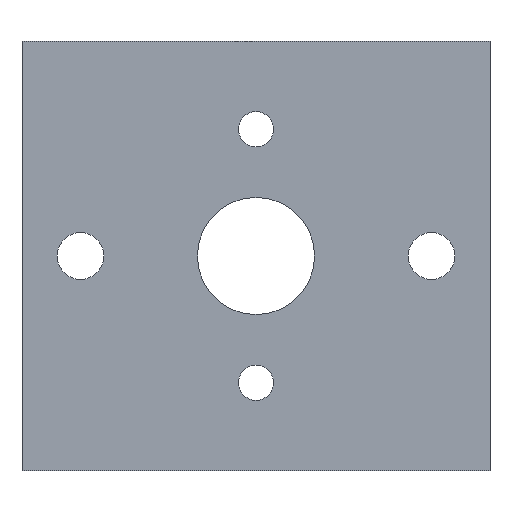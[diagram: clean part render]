
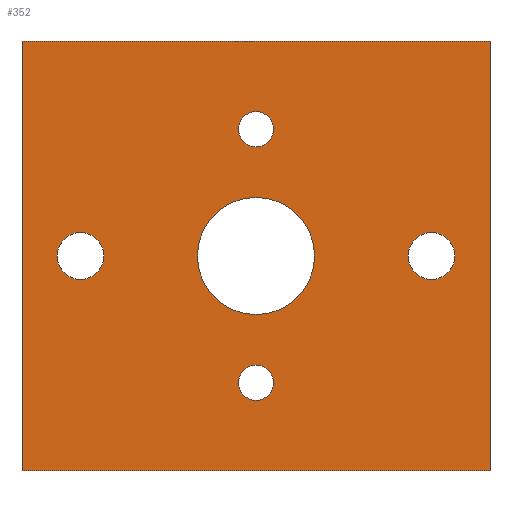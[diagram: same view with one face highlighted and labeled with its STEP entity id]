
A CAD part, front view. The second image highlights one B-rep face of the part: STEP entity #352.
In plain terms, the highlighted planar face has unit normal (0, -1, 0).
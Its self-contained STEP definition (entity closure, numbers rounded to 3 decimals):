
#3 = VERTEX_POINT ( 'NONE', #55 ) ;
#12 = EDGE_CURVE ( 'NONE', #357, #351, #510, .T. ) ;
#13 = AXIS2_PLACEMENT_3D ( 'NONE', #337, #130, #298 ) ;
#15 = ORIENTED_EDGE ( 'NONE', *, *, #146, .T. ) ;
#19 = CARTESIAN_POINT ( 'NONE',  ( 45., 0., 6. ) ) ;
#22 = AXIS2_PLACEMENT_3D ( 'NONE', #468, #196, #500 ) ;
#23 = FACE_BOUND ( 'NONE', #498, .T. ) ;
#25 = CARTESIAN_POINT ( 'NONE',  ( -60., 0., 55. ) ) ;
#28 = CARTESIAN_POINT ( 'NONE',  ( 0., 0., 32.5 ) ) ;
#32 = DIRECTION ( 'NONE',  ( 0., 1., 0. ) ) ;
#33 = EDGE_CURVE ( 'NONE', #514, #390, #84, .T. ) ;
#36 = DIRECTION ( 'NONE',  ( 0., 0., 1. ) ) ;
#37 = DIRECTION ( 'NONE',  ( 0., 0., 1. ) ) ;
#43 = ORIENTED_EDGE ( 'NONE', *, *, #507, .T. ) ;
#49 = DIRECTION ( 'NONE',  ( 0., 0., 1. ) ) ;
#55 = CARTESIAN_POINT ( 'NONE',  ( 0., 0., 15. ) ) ;
#59 = VECTOR ( 'NONE', #449, 1000. ) ;
#61 = DIRECTION ( 'NONE',  ( 0., 0., -1. ) ) ;
#63 = FACE_BOUND ( 'NONE', #288, .T. ) ;
#65 = DIRECTION ( 'NONE',  ( 0., 0., -1. ) ) ;
#73 = ORIENTED_EDGE ( 'NONE', *, *, #137, .T. ) ;
#75 = DIRECTION ( 'NONE',  ( 0., 0., 1. ) ) ;
#79 = DIRECTION ( 'NONE',  ( 0., 1., 0. ) ) ;
#84 = CIRCLE ( 'NONE', #22, 4.5 ) ;
#86 = CARTESIAN_POINT ( 'NONE',  ( 0., 0., 37. ) ) ;
#89 = ORIENTED_EDGE ( 'NONE', *, *, #241, .F. ) ;
#96 = VERTEX_POINT ( 'NONE', #568 ) ;
#98 = LINE ( 'NONE', #353, #434 ) ;
#102 = EDGE_LOOP ( 'NONE', ( #43, #217 ) ) ;
#103 = AXIS2_PLACEMENT_3D ( 'NONE', #471, #215, #467 ) ;
#114 = DIRECTION ( 'NONE',  ( 0., 1., 0. ) ) ;
#117 = CARTESIAN_POINT ( 'NONE',  ( 0., 0., 28. ) ) ;
#122 = LINE ( 'NONE', #25, #386 ) ;
#128 = AXIS2_PLACEMENT_3D ( 'NONE', #339, #32, #75 ) ;
#130 = DIRECTION ( 'NONE',  ( 0., 1., 0. ) ) ;
#137 = EDGE_CURVE ( 'NONE', #96, #3, #406, .T. ) ;
#144 = VERTEX_POINT ( 'NONE', #329 ) ;
#146 = EDGE_CURVE ( 'NONE', #390, #514, #388, .T. ) ;
#151 = LINE ( 'NONE', #201, #207 ) ;
#161 = AXIS2_PLACEMENT_3D ( 'NONE', #399, #363, #538 ) ;
#162 = DIRECTION ( 'NONE',  ( 0., 0., 1. ) ) ;
#168 = DIRECTION ( 'NONE',  ( 1., 0., 0. ) ) ;
#170 = ORIENTED_EDGE ( 'NONE', *, *, #190, .F. ) ;
#174 = ORIENTED_EDGE ( 'NONE', *, *, #33, .T. ) ;
#182 = ORIENTED_EDGE ( 'NONE', *, *, #338, .T. ) ;
#187 = CARTESIAN_POINT ( 'NONE',  ( 0., 0., -28. ) ) ;
#190 = EDGE_CURVE ( 'NONE', #458, #191, #98, .T. ) ;
#191 = VERTEX_POINT ( 'NONE', #218 ) ;
#196 = DIRECTION ( 'NONE',  ( 0., 1., 0. ) ) ;
#201 = CARTESIAN_POINT ( 'NONE',  ( 60., 0., 55. ) ) ;
#202 = DIRECTION ( 'NONE',  ( 0., 0., 1. ) ) ;
#207 = VECTOR ( 'NONE', #65, 1000. ) ;
#215 = DIRECTION ( 'NONE',  ( 0., 1., 0. ) ) ;
#217 = ORIENTED_EDGE ( 'NONE', *, *, #541, .T. ) ;
#218 = CARTESIAN_POINT ( 'NONE',  ( -60., 0., 55. ) ) ;
#222 = CIRCLE ( 'NONE', #543, 15. ) ;
#238 = CARTESIAN_POINT ( 'NONE',  ( 0., 0., 0. ) ) ;
#241 = EDGE_CURVE ( 'NONE', #528, #458, #435, .T. ) ;
#251 = CARTESIAN_POINT ( 'NONE',  ( 60., 0., -55. ) ) ;
#259 = CIRCLE ( 'NONE', #103, 4.5 ) ;
#276 = FACE_BOUND ( 'NONE', #102, .T. ) ;
#285 = AXIS2_PLACEMENT_3D ( 'NONE', #422, #335, #162 ) ;
#286 = CARTESIAN_POINT ( 'NONE',  ( 0., 0., -37. ) ) ;
#288 = EDGE_LOOP ( 'NONE', ( #521, #553 ) ) ;
#298 = DIRECTION ( 'NONE',  ( 0., 0., 1. ) ) ;
#299 = VERTEX_POINT ( 'NONE', #187 ) ;
#305 = ORIENTED_EDGE ( 'NONE', *, *, #12, .T. ) ;
#318 = CARTESIAN_POINT ( 'NONE',  ( 45., 0., 0. ) ) ;
#320 = CIRCLE ( 'NONE', #396, 6. ) ;
#323 = FACE_BOUND ( 'NONE', #437, .T. ) ;
#326 = CIRCLE ( 'NONE', #13, 6. ) ;
#329 = CARTESIAN_POINT ( 'NONE',  ( 60., 0., 55. ) ) ;
#335 = DIRECTION ( 'NONE',  ( 0., 1., 0. ) ) ;
#337 = CARTESIAN_POINT ( 'NONE',  ( -45., 0., 0. ) ) ;
#338 = EDGE_CURVE ( 'NONE', #351, #357, #554, .T. ) ;
#339 = CARTESIAN_POINT ( 'NONE',  ( 0., 0., -32.5 ) ) ;
#349 = ORIENTED_EDGE ( 'NONE', *, *, #413, .F. ) ;
#350 = CARTESIAN_POINT ( 'NONE',  ( -60., 0., -55. ) ) ;
#351 = VERTEX_POINT ( 'NONE', #368 ) ;
#352 = ADVANCED_FACE ( 'NONE', ( #63, #499, #276, #23, #323, #505 ), #464, .T. ) ;
#353 = CARTESIAN_POINT ( 'NONE',  ( -60., 0., 55. ) ) ;
#357 = VERTEX_POINT ( 'NONE', #19 ) ;
#360 = EDGE_LOOP ( 'NONE', ( #305, #182 ) ) ;
#363 = DIRECTION ( 'NONE',  ( 0., 1., 0. ) ) ;
#368 = CARTESIAN_POINT ( 'NONE',  ( 45., 0., -6. ) ) ;
#381 = CARTESIAN_POINT ( 'NONE',  ( 0., 0., 0. ) ) ;
#386 = VECTOR ( 'NONE', #168, 1000. ) ;
#388 = CIRCLE ( 'NONE', #501, 4.5 ) ;
#390 = VERTEX_POINT ( 'NONE', #117 ) ;
#396 = AXIS2_PLACEMENT_3D ( 'NONE', #555, #79, #36 ) ;
#399 = CARTESIAN_POINT ( 'NONE',  ( 45., 0., 0. ) ) ;
#401 = VERTEX_POINT ( 'NONE', #403 ) ;
#403 = CARTESIAN_POINT ( 'NONE',  ( -45., 0., 6. ) ) ;
#406 = CIRCLE ( 'NONE', #285, 15. ) ;
#413 = EDGE_CURVE ( 'NONE', #144, #528, #151, .T. ) ;
#422 = CARTESIAN_POINT ( 'NONE',  ( 0., 0., 0. ) ) ;
#425 = DIRECTION ( 'NONE',  ( 0., 0., 1. ) ) ;
#427 = CARTESIAN_POINT ( 'NONE',  ( -60., 0., -55. ) ) ;
#432 = ORIENTED_EDGE ( 'NONE', *, *, #474, .T. ) ;
#434 = VECTOR ( 'NONE', #49, 1000. ) ;
#435 = LINE ( 'NONE', #350, #59 ) ;
#437 = EDGE_LOOP ( 'NONE', ( #432, #73 ) ) ;
#449 = DIRECTION ( 'NONE',  ( -1., 0., 0. ) ) ;
#453 = EDGE_LOOP ( 'NONE', ( #349, #477, #170, #89 ) ) ;
#458 = VERTEX_POINT ( 'NONE', #427 ) ;
#464 = PLANE ( 'NONE',  #526 ) ;
#465 = EDGE_CURVE ( 'NONE', #401, #536, #320, .T. ) ;
#467 = DIRECTION ( 'NONE',  ( 0., 0., 1. ) ) ;
#468 = CARTESIAN_POINT ( 'NONE',  ( 0., 0., 32.5 ) ) ;
#471 = CARTESIAN_POINT ( 'NONE',  ( 0., 0., -32.5 ) ) ;
#474 = EDGE_CURVE ( 'NONE', #3, #96, #222, .T. ) ;
#477 = ORIENTED_EDGE ( 'NONE', *, *, #570, .F. ) ;
#483 = DIRECTION ( 'NONE',  ( 0., 1., 0. ) ) ;
#498 = EDGE_LOOP ( 'NONE', ( #174, #15 ) ) ;
#499 = FACE_BOUND ( 'NONE', #360, .T. ) ;
#500 = DIRECTION ( 'NONE',  ( 0., 0., 1. ) ) ;
#501 = AXIS2_PLACEMENT_3D ( 'NONE', #28, #483, #425 ) ;
#505 = FACE_OUTER_BOUND ( 'NONE', #453, .T. ) ;
#507 = EDGE_CURVE ( 'NONE', #299, #539, #509, .T. ) ;
#509 = CIRCLE ( 'NONE', #128, 4.5 ) ;
#510 = CIRCLE ( 'NONE', #161, 6. ) ;
#513 = DIRECTION ( 'NONE',  ( 0., 1., 0. ) ) ;
#514 = VERTEX_POINT ( 'NONE', #86 ) ;
#521 = ORIENTED_EDGE ( 'NONE', *, *, #465, .T. ) ;
#526 = AXIS2_PLACEMENT_3D ( 'NONE', #238, #547, #61 ) ;
#528 = VERTEX_POINT ( 'NONE', #251 ) ;
#532 = AXIS2_PLACEMENT_3D ( 'NONE', #318, #114, #202 ) ;
#536 = VERTEX_POINT ( 'NONE', #563 ) ;
#538 = DIRECTION ( 'NONE',  ( 0., 0., 1. ) ) ;
#539 = VERTEX_POINT ( 'NONE', #286 ) ;
#541 = EDGE_CURVE ( 'NONE', #539, #299, #259, .T. ) ;
#543 = AXIS2_PLACEMENT_3D ( 'NONE', #381, #513, #37 ) ;
#547 = DIRECTION ( 'NONE',  ( 0., -1., 0. ) ) ;
#550 = EDGE_CURVE ( 'NONE', #536, #401, #326, .T. ) ;
#553 = ORIENTED_EDGE ( 'NONE', *, *, #550, .T. ) ;
#554 = CIRCLE ( 'NONE', #532, 6. ) ;
#555 = CARTESIAN_POINT ( 'NONE',  ( -45., 0., 0. ) ) ;
#563 = CARTESIAN_POINT ( 'NONE',  ( -45., 0., -6. ) ) ;
#568 = CARTESIAN_POINT ( 'NONE',  ( 0., 0., -15. ) ) ;
#570 = EDGE_CURVE ( 'NONE', #191, #144, #122, .T. ) ;
